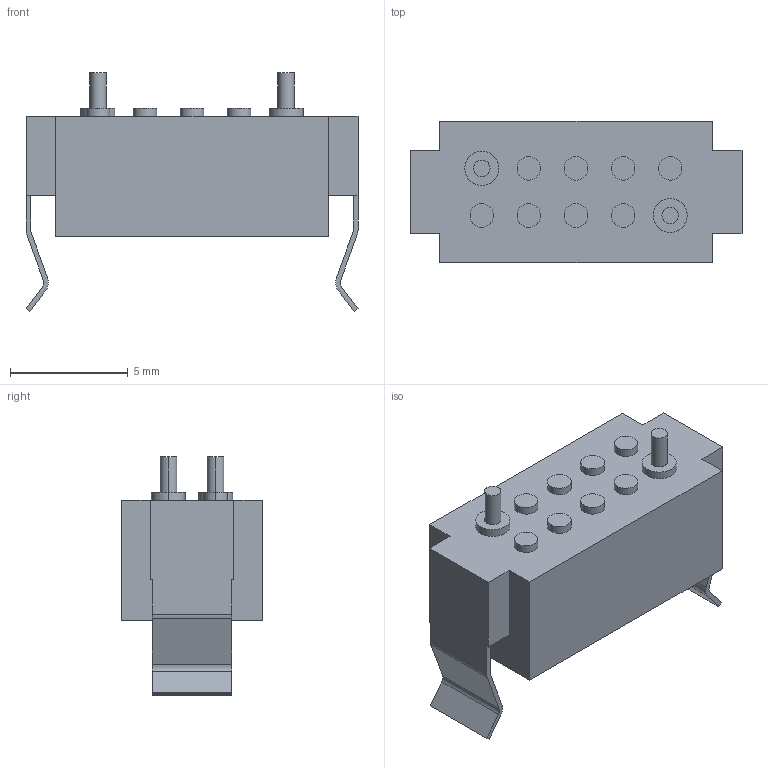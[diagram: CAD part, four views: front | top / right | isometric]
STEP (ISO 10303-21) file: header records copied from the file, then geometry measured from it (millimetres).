
FILE_DESCRIPTION (( 'STEP AP214' ), '1' );
FILE_NAME ('User Library-CON-284.STEP', '2019-05-15T13:54:04', ( '' ), ( '' ), 'SwSTEP 2.0', 'SolidWorks 2019', '' );
FILE_SCHEMA (( 'AUTOMOTIVE_DESIGN' ));
Length unit declared in the file: inch
Products named in the file (1): User Library-CON-284
Bounding box: 14.1 x 5.98 x 10.12 mm (x, y, z)
Volume: 265.4 mm3; surface area: 574 mm2
Topology: 1 solids, 1 shells, 117 faces, 270 edges, 178 vertices
Faces by surface type: plane 65, cylinder 52
Entity records: 4550 total; most frequent: DIRECTION 610, CARTESIAN_POINT 566, ORIENTED_EDGE 540, EDGE_CURVE 270, AXIS2_PLACEMENT_3D 222, VERTEX_POINT 178, VECTOR 166, LINE 166
